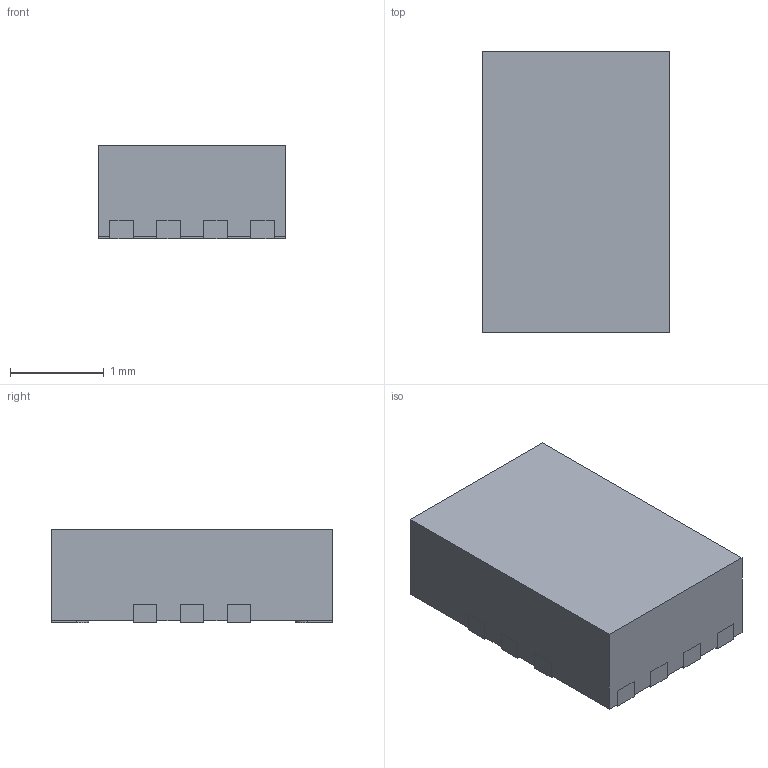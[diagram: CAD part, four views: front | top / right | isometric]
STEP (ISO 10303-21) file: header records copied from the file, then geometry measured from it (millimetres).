
FILE_DESCRIPTION((''),'2;1');
FILE_NAME('RGX0011A_ASM','2016-01-29T',('a0412025'),(''),'PRO/ENGINEER BY PARAMETRIC TECHNOLOGY CORPORATION, 2011490','PRO/ENGINEER BY PARAMETRIC TECHNOLOGY CORPORATION, 2011490','');
FILE_SCHEMA(('AUTOMOTIVE_DESIGN_CC2 { 1 2 10303 214 -1 1 5 2 }'));
Length unit declared in the file: millimetre
Products named in the file (4): FRAME-RGX0011A; BODY-QFN; PIN1-ID; RGX0011A_ASM
Assembly tree (3 placements, depth 2):
  RGX0011A_ASM
    FRAME-RGX0011A
    BODY-QFN
    PIN1-ID
Bounding box: 2 x 3 x 1 mm (x, y, z)
Volume: 5.9 mm3; surface area: 33.7 mm2
Topology: 12 solids, 12 shells, 120 faces, 288 edges, 192 vertices
Faces by surface type: plane 102, cylinder 18
Entity records: 4595 total; most frequent: CARTESIAN_POINT 607, DIRECTION 578, ORIENTED_EDGE 576, PRESENTATION_STYLE_ASSIGNMENT 311, STYLED_ITEM 300, CURVE_STYLE 288, EDGE_CURVE 288, VECTOR 252
